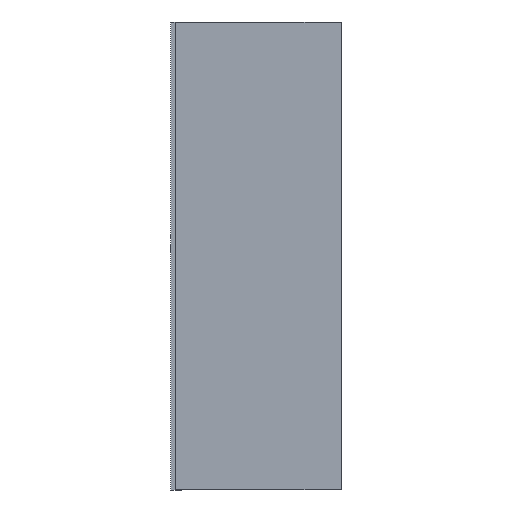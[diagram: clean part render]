
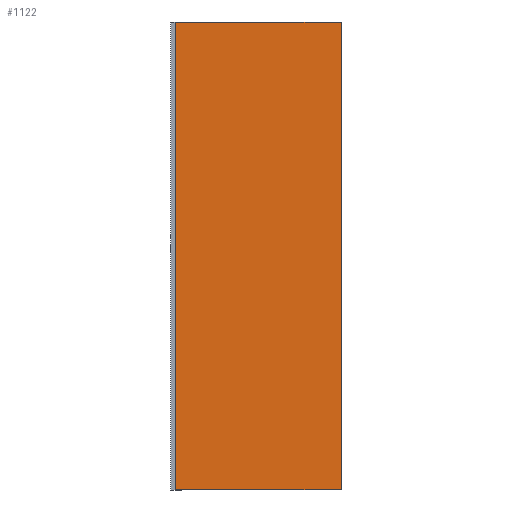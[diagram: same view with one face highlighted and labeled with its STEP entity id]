
A CAD part, left-side view. The second image highlights one B-rep face of the part: STEP entity #1122.
In plain terms, the highlighted planar face has unit normal (-1, 0, 0).
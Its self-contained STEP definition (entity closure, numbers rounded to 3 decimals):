
#93 = EDGE_CURVE ( 'NONE', #1236, #365, #656, .T. ) ;
#134 = AXIS2_PLACEMENT_3D ( 'NONE', #835, #189, #936 ) ;
#189 = DIRECTION ( 'NONE',  ( 1., 0., 0. ) ) ;
#208 = LINE ( 'NONE', #588, #636 ) ;
#295 = PLANE ( 'NONE',  #134 ) ;
#345 = EDGE_LOOP ( 'NONE', ( #909, #823, #1115, #968 ) ) ;
#365 = VERTEX_POINT ( 'NONE', #371 ) ;
#371 = CARTESIAN_POINT ( 'NONE',  ( 0., 0.55, 0. ) ) ;
#379 = EDGE_CURVE ( 'NONE', #365, #669, #386, .T. ) ;
#386 = LINE ( 'NONE', #1235, #664 ) ;
#393 = EDGE_CURVE ( 'NONE', #1236, #1015, #208, .T. ) ;
#401 = DIRECTION ( 'NONE',  ( 0., -1., 0. ) ) ;
#425 = LINE ( 'NONE', #719, #667 ) ;
#486 = FACE_OUTER_BOUND ( 'NONE', #345, .T. ) ;
#505 = CARTESIAN_POINT ( 'NONE',  ( 0., 0.55, -1.55 ) ) ;
#588 = CARTESIAN_POINT ( 'NONE',  ( 0., 0., 0. ) ) ;
#636 = VECTOR ( 'NONE', #908, 1000. ) ;
#656 = LINE ( 'NONE', #1320, #906 ) ;
#664 = VECTOR ( 'NONE', #1349, 1000. ) ;
#667 = VECTOR ( 'NONE', #401, 1000. ) ;
#669 = VERTEX_POINT ( 'NONE', #505 ) ;
#719 = CARTESIAN_POINT ( 'NONE',  ( 0., 0.55, -1.55 ) ) ;
#742 = CARTESIAN_POINT ( 'NONE',  ( 0., 0., 0. ) ) ;
#823 = ORIENTED_EDGE ( 'NONE', *, *, #379, .T. ) ;
#835 = CARTESIAN_POINT ( 'NONE',  ( 0., 0.55, 0. ) ) ;
#906 = VECTOR ( 'NONE', #1336, 1000. ) ;
#908 = DIRECTION ( 'NONE',  ( 0., 0., -1. ) ) ;
#909 = ORIENTED_EDGE ( 'NONE', *, *, #93, .T. ) ;
#936 = DIRECTION ( 'NONE',  ( 0., 0., -1. ) ) ;
#968 = ORIENTED_EDGE ( 'NONE', *, *, #393, .F. ) ;
#1015 = VERTEX_POINT ( 'NONE', #1388 ) ;
#1115 = ORIENTED_EDGE ( 'NONE', *, *, #1400, .T. ) ;
#1122 = ADVANCED_FACE ( 'NONE', ( #486 ), #295, .F. ) ;
#1235 = CARTESIAN_POINT ( 'NONE',  ( 0., 0.55, -1.55 ) ) ;
#1236 = VERTEX_POINT ( 'NONE', #742 ) ;
#1320 = CARTESIAN_POINT ( 'NONE',  ( 0., 0.55, 0. ) ) ;
#1336 = DIRECTION ( 'NONE',  ( 0., 1., 0. ) ) ;
#1349 = DIRECTION ( 'NONE',  ( 0., 0., -1. ) ) ;
#1388 = CARTESIAN_POINT ( 'NONE',  ( 0., 0., -1.55 ) ) ;
#1400 = EDGE_CURVE ( 'NONE', #669, #1015, #425, .T. ) ;
